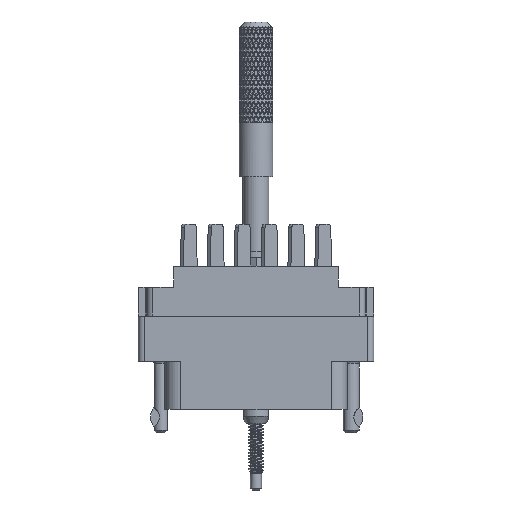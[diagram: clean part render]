
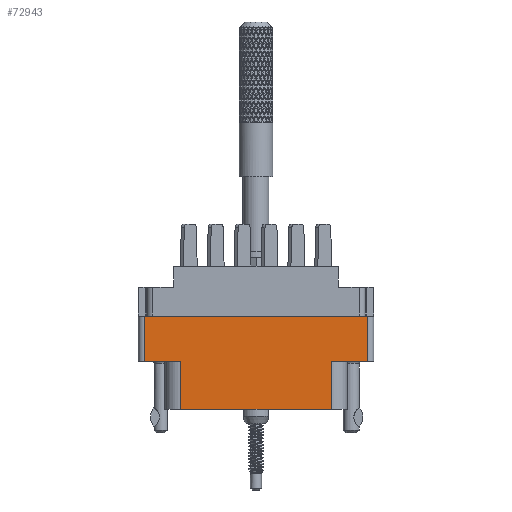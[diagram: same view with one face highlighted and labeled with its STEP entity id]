
A CAD part, front view. The second image highlights one B-rep face of the part: STEP entity #72943.
In plain terms, the highlighted planar face has unit normal (0, -1, 0).
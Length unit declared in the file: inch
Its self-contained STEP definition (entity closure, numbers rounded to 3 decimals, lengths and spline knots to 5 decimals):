
#412 = LINE ( 'NONE', #59953, #154678 ) ;
#2347 = ORIENTED_EDGE ( 'NONE', *, *, #121693, .F. ) ;
#2712 = CARTESIAN_POINT ( 'NONE',  ( 0.624, -0.343, -0.798 ) ) ;
#5846 = EDGE_CURVE ( 'NONE', #31547, #25934, #143110, .T. ) ;
#17913 = ORIENTED_EDGE ( 'NONE', *, *, #155488, .T. ) ;
#19228 = LINE ( 'NONE', #2712, #96692 ) ;
#21170 = EDGE_CURVE ( 'NONE', #31547, #55657, #163835, .T. ) ;
#23995 = DIRECTION ( 'NONE',  ( 0., 0., 1. ) ) ;
#25009 = CARTESIAN_POINT ( 'NONE',  ( 0.42, -0.343, -0.529 ) ) ;
#25934 = VERTEX_POINT ( 'NONE', #99660 ) ;
#27799 = VERTEX_POINT ( 'NONE', #86692 ) ;
#29251 = CARTESIAN_POINT ( 'NONE',  ( 0., -0.343, -0.529 ) ) ;
#29382 = CARTESIAN_POINT ( 'NONE',  ( -0.42, -0.343, -0.529 ) ) ;
#31547 = VERTEX_POINT ( 'NONE', #95609 ) ;
#35729 = DIRECTION ( 'NONE',  ( 0., 0., -1. ) ) ;
#43711 = VECTOR ( 'NONE', #171067, 39.37008 ) ;
#46075 = VECTOR ( 'NONE', #87641, 39.37008 ) ;
#55657 = VERTEX_POINT ( 'NONE', #29382 ) ;
#59953 = CARTESIAN_POINT ( 'NONE',  ( -0.42, -0.343, -0.529 ) ) ;
#60281 = CARTESIAN_POINT ( 'NONE',  ( 0.42, -0.343, -0.529 ) ) ;
#62696 = ORIENTED_EDGE ( 'NONE', *, *, #63998, .T. ) ;
#63998 = EDGE_CURVE ( 'NONE', #27799, #88831, #153273, .T. ) ;
#64177 = VERTEX_POINT ( 'NONE', #25009 ) ;
#68066 = VERTEX_POINT ( 'NONE', #68200 ) ;
#68200 = CARTESIAN_POINT ( 'NONE',  ( 0.624, -0.343, -0.277 ) ) ;
#72943 = ADVANCED_FACE ( 'NONE', ( #179330 ), #164710, .T. ) ;
#75790 = CARTESIAN_POINT ( 'NONE',  ( 0.624, -0.343, -0.529 ) ) ;
#76424 = ORIENTED_EDGE ( 'NONE', *, *, #172219, .F. ) ;
#77837 = DIRECTION ( 'NONE',  ( 0., 0., 1. ) ) ;
#86692 = CARTESIAN_POINT ( 'NONE',  ( -0.42, -0.343, -0.798 ) ) ;
#86759 = DIRECTION ( 'NONE',  ( 1., 0., 0. ) ) ;
#87641 = DIRECTION ( 'NONE',  ( 0., 0., -1. ) ) ;
#88831 = VERTEX_POINT ( 'NONE', #126138 ) ;
#90534 = LINE ( 'NONE', #60281, #46075 ) ;
#94336 = EDGE_CURVE ( 'NONE', #96403, #68066, #19228, .T. ) ;
#94567 = EDGE_CURVE ( 'NONE', #25934, #68066, #166478, .T. ) ;
#95609 = CARTESIAN_POINT ( 'NONE',  ( -0.624, -0.343, -0.529 ) ) ;
#96403 = VERTEX_POINT ( 'NONE', #75790 ) ;
#96692 = VECTOR ( 'NONE', #77837, 39.37008 ) ;
#99660 = CARTESIAN_POINT ( 'NONE',  ( -0.624, -0.343, -0.277 ) ) ;
#100888 = VECTOR ( 'NONE', #105249, 39.37008 ) ;
#105249 = DIRECTION ( 'NONE',  ( 1., 0., 0. ) ) ;
#107167 = CARTESIAN_POINT ( 'NONE',  ( 0., -0.343, -0.529 ) ) ;
#111226 = CARTESIAN_POINT ( 'NONE',  ( -0.624, -0.343, -0.798 ) ) ;
#113479 = ORIENTED_EDGE ( 'NONE', *, *, #94336, .T. ) ;
#121693 = EDGE_CURVE ( 'NONE', #96403, #64177, #150304, .T. ) ;
#123007 = ORIENTED_EDGE ( 'NONE', *, *, #5846, .F. ) ;
#126138 = CARTESIAN_POINT ( 'NONE',  ( 0.42, -0.343, -0.798 ) ) ;
#126757 = AXIS2_PLACEMENT_3D ( 'NONE', #135377, #186098, #35729 ) ;
#126873 = EDGE_LOOP ( 'NONE', ( #17913, #62696, #76424, #2347, #113479, #139195, #123007, #151451 ) ) ;
#127745 = VECTOR ( 'NONE', #191395, 39.37008 ) ;
#135377 = CARTESIAN_POINT ( 'NONE',  ( -0.624, -0.343, -0.798 ) ) ;
#139195 = ORIENTED_EDGE ( 'NONE', *, *, #94567, .F. ) ;
#139304 = VECTOR ( 'NONE', #86759, 39.37008 ) ;
#143110 = LINE ( 'NONE', #176999, #152612 ) ;
#150304 = LINE ( 'NONE', #29251, #127745 ) ;
#151451 = ORIENTED_EDGE ( 'NONE', *, *, #21170, .T. ) ;
#152612 = VECTOR ( 'NONE', #23995, 39.37008 ) ;
#153273 = LINE ( 'NONE', #111226, #139304 ) ;
#154678 = VECTOR ( 'NONE', #181922, 39.37008 ) ;
#155488 = EDGE_CURVE ( 'NONE', #55657, #27799, #412, .T. ) ;
#163835 = LINE ( 'NONE', #107167, #100888 ) ;
#164710 = PLANE ( 'NONE',  #126757 ) ;
#166478 = LINE ( 'NONE', #179189, #43711 ) ;
#171067 = DIRECTION ( 'NONE',  ( 1., 0., 0. ) ) ;
#172219 = EDGE_CURVE ( 'NONE', #64177, #88831, #90534, .T. ) ;
#176999 = CARTESIAN_POINT ( 'NONE',  ( -0.624, -0.343, -0.798 ) ) ;
#179189 = CARTESIAN_POINT ( 'NONE',  ( -0.656, -0.343, -0.277 ) ) ;
#179330 = FACE_OUTER_BOUND ( 'NONE', #126873, .T. ) ;
#181922 = DIRECTION ( 'NONE',  ( 0., 0., -1. ) ) ;
#186098 = DIRECTION ( 'NONE',  ( 0., -1., 0. ) ) ;
#191395 = DIRECTION ( 'NONE',  ( -1., 0., 0. ) ) ;
